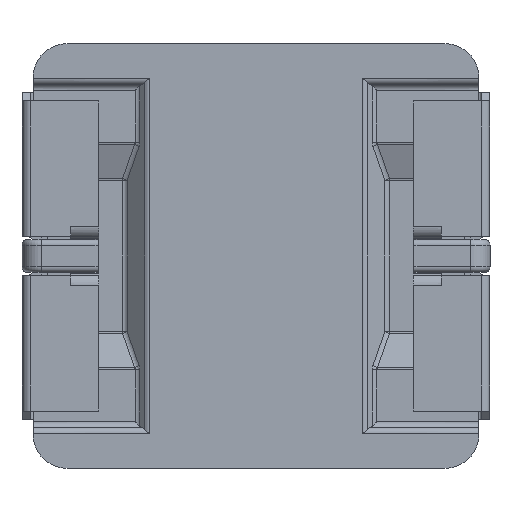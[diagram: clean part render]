
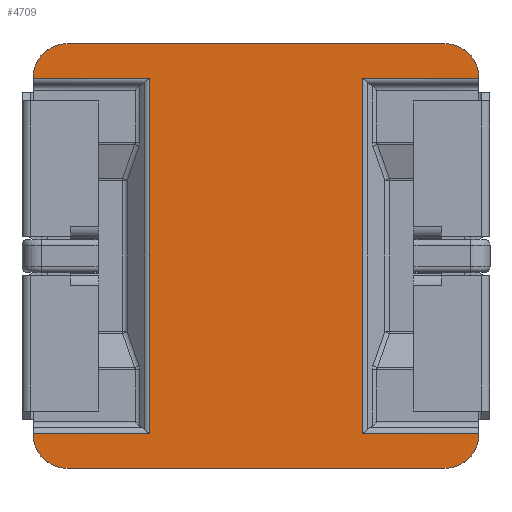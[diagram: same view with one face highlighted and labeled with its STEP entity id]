
A CAD part, front view. The second image highlights one B-rep face of the part: STEP entity #4709.
In plain terms, the highlighted planar face has unit normal (0, -1, 0).
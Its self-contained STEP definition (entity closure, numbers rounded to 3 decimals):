
#3 = CARTESIAN_POINT ( 'NONE',  ( 4.45, -3.93, 5. ) ) ;
#215 = LINE ( 'NONE', #13330, #9129 ) ;
#270 = VERTEX_POINT ( 'NONE', #10699 ) ;
#314 = DIRECTION ( 'NONE',  ( 0., 0., 1. ) ) ;
#322 = ORIENTED_EDGE ( 'NONE', *, *, #8194, .T. ) ;
#341 = EDGE_CURVE ( 'NONE', #9137, #13216, #6653, .T. ) ;
#364 = LINE ( 'NONE', #1058, #11693 ) ;
#528 = VERTEX_POINT ( 'NONE', #3990 ) ;
#735 = VERTEX_POINT ( 'NONE', #1771 ) ;
#764 = VERTEX_POINT ( 'NONE', #9714 ) ;
#1058 = CARTESIAN_POINT ( 'NONE',  ( -2.518, -3.93, -4.077 ) ) ;
#1139 = VECTOR ( 'NONE', #2201, 1000. ) ;
#1220 = ORIENTED_EDGE ( 'NONE', *, *, #2903, .F. ) ;
#1240 = EDGE_CURVE ( 'NONE', #4979, #2805, #1736, .T. ) ;
#1304 = EDGE_CURVE ( 'NONE', #9951, #12860, #3993, .T. ) ;
#1400 = AXIS2_PLACEMENT_3D ( 'NONE', #7054, #11390, #5999 ) ;
#1430 = CARTESIAN_POINT ( 'NONE',  ( -4.45, -3.93, 5. ) ) ;
#1626 = VECTOR ( 'NONE', #12953, 1000. ) ;
#1646 = CARTESIAN_POINT ( 'NONE',  ( 4.45, -3.93, -5. ) ) ;
#1664 = DIRECTION ( 'NONE',  ( 0., 1., 0. ) ) ;
#1736 = LINE ( 'NONE', #6073, #10057 ) ;
#1771 = CARTESIAN_POINT ( 'NONE',  ( 2.518, -3.93, -4.183 ) ) ;
#1825 = ORIENTED_EDGE ( 'NONE', *, *, #3221, .F. ) ;
#1876 = CARTESIAN_POINT ( 'NONE',  ( -2.518, -3.93, 4.183 ) ) ;
#1949 = LINE ( 'NONE', #13833, #4407 ) ;
#2035 = LINE ( 'NONE', #13012, #12764 ) ;
#2062 = PLANE ( 'NONE',  #5108 ) ;
#2106 = DIRECTION ( 'NONE',  ( 0., 0., 1. ) ) ;
#2201 = DIRECTION ( 'NONE',  ( -1., 0., 0. ) ) ;
#2231 = ORIENTED_EDGE ( 'NONE', *, *, #8858, .T. ) ;
#2449 = ORIENTED_EDGE ( 'NONE', *, *, #9052, .T. ) ;
#2603 = CARTESIAN_POINT ( 'NONE',  ( 2.518, -3.93, 4.183 ) ) ;
#2628 = CARTESIAN_POINT ( 'NONE',  ( -4.45, -3.93, -4.2 ) ) ;
#2677 = DIRECTION ( 'NONE',  ( -1., 0., 0. ) ) ;
#2769 = ORIENTED_EDGE ( 'NONE', *, *, #1304, .F. ) ;
#2805 = VERTEX_POINT ( 'NONE', #4921 ) ;
#2840 = DIRECTION ( 'NONE',  ( 0., 0., 1. ) ) ;
#2853 = DIRECTION ( 'NONE',  ( 0., 1., 0. ) ) ;
#2903 = EDGE_CURVE ( 'NONE', #13216, #3876, #5416, .T. ) ;
#2966 = EDGE_CURVE ( 'NONE', #4339, #9639, #215, .T. ) ;
#2982 = DIRECTION ( 'NONE',  ( 0., 0., 1. ) ) ;
#3198 = ORIENTED_EDGE ( 'NONE', *, *, #7565, .F. ) ;
#3221 = EDGE_CURVE ( 'NONE', #528, #2805, #2035, .T. ) ;
#3487 = DIRECTION ( 'NONE',  ( 0., 1., 0. ) ) ;
#3723 = EDGE_CURVE ( 'NONE', #9285, #270, #5769, .T. ) ;
#3754 = CARTESIAN_POINT ( 'NONE',  ( 5.25, -3.93, -4.2 ) ) ;
#3876 = VERTEX_POINT ( 'NONE', #4421 ) ;
#3909 = DIRECTION ( 'NONE',  ( 0., 0., -1. ) ) ;
#3964 = AXIS2_PLACEMENT_3D ( 'NONE', #2628, #1664, #9258 ) ;
#3990 = CARTESIAN_POINT ( 'NONE',  ( -5.25, -3.93, -4.2 ) ) ;
#3993 = LINE ( 'NONE', #13967, #9142 ) ;
#4339 = VERTEX_POINT ( 'NONE', #7740 ) ;
#4407 = VECTOR ( 'NONE', #10633, 1000. ) ;
#4421 = CARTESIAN_POINT ( 'NONE',  ( 4.45, -3.93, 5. ) ) ;
#4709 = ADVANCED_FACE ( 'NONE', ( #8427 ), #2062, .F. ) ;
#4826 = EDGE_CURVE ( 'NONE', #8772, #9285, #5495, .T. ) ;
#4856 = VECTOR ( 'NONE', #314, 1000. ) ;
#4868 = EDGE_CURVE ( 'NONE', #270, #764, #12448, .T. ) ;
#4921 = CARTESIAN_POINT ( 'NONE',  ( -5.25, -3.93, -4.183 ) ) ;
#4979 = VERTEX_POINT ( 'NONE', #14081 ) ;
#5050 = CARTESIAN_POINT ( 'NONE',  ( -5.25, -3.93, 4.2 ) ) ;
#5108 = AXIS2_PLACEMENT_3D ( 'NONE', #12732, #5279, #2840 ) ;
#5130 = DIRECTION ( 'NONE',  ( 0., 0., -1. ) ) ;
#5279 = DIRECTION ( 'NONE',  ( 0., 1., 0. ) ) ;
#5357 = DIRECTION ( 'NONE',  ( 0., 0., -1. ) ) ;
#5410 = CARTESIAN_POINT ( 'NONE',  ( 5.25, -3.93, 4.2 ) ) ;
#5416 = LINE ( 'NONE', #3, #1626 ) ;
#5446 = EDGE_CURVE ( 'NONE', #3876, #9951, #9109, .T. ) ;
#5494 = LINE ( 'NONE', #9977, #1139 ) ;
#5495 = LINE ( 'NONE', #6501, #8312 ) ;
#5593 = ORIENTED_EDGE ( 'NONE', *, *, #1240, .T. ) ;
#5598 = VECTOR ( 'NONE', #2677, 1000. ) ;
#5617 = ORIENTED_EDGE ( 'NONE', *, *, #3723, .F. ) ;
#5703 = ORIENTED_EDGE ( 'NONE', *, *, #5446, .F. ) ;
#5725 = ORIENTED_EDGE ( 'NONE', *, *, #7774, .F. ) ;
#5769 = CIRCLE ( 'NONE', #7808, 0.8 ) ;
#5999 = DIRECTION ( 'NONE',  ( 0., 0., 1. ) ) ;
#6073 = CARTESIAN_POINT ( 'NONE',  ( -5.25, -3.93, -4.183 ) ) ;
#6173 = ORIENTED_EDGE ( 'NONE', *, *, #12097, .T. ) ;
#6333 = CARTESIAN_POINT ( 'NONE',  ( 4.45, -3.93, 4.183 ) ) ;
#6501 = CARTESIAN_POINT ( 'NONE',  ( 5.25, -3.93, 4.2 ) ) ;
#6653 = CIRCLE ( 'NONE', #8020, 0.8 ) ;
#6795 = ORIENTED_EDGE ( 'NONE', *, *, #341, .F. ) ;
#7054 = CARTESIAN_POINT ( 'NONE',  ( 4.45, -3.93, 4.2 ) ) ;
#7071 = EDGE_LOOP ( 'NONE', ( #6173, #2449, #2769, #5703, #1220, #6795, #3198, #10796, #322, #5593, #1825, #5725, #13736, #5617, #12247, #2231 ) ) ;
#7340 = LINE ( 'NONE', #6333, #13870 ) ;
#7565 = EDGE_CURVE ( 'NONE', #4339, #9137, #1949, .T. ) ;
#7701 = DIRECTION ( 'NONE',  ( 1., 0., 0. ) ) ;
#7740 = CARTESIAN_POINT ( 'NONE',  ( -5.25, -3.93, 4.183 ) ) ;
#7774 = EDGE_CURVE ( 'NONE', #764, #528, #13535, .T. ) ;
#7808 = AXIS2_PLACEMENT_3D ( 'NONE', #8588, #2853, #2982 ) ;
#7881 = CARTESIAN_POINT ( 'NONE',  ( 2.518, -3.93, 4.077 ) ) ;
#8020 = AXIS2_PLACEMENT_3D ( 'NONE', #9918, #3487, #12032 ) ;
#8194 = EDGE_CURVE ( 'NONE', #9639, #4979, #364, .T. ) ;
#8312 = VECTOR ( 'NONE', #5357, 1000. ) ;
#8427 = FACE_OUTER_BOUND ( 'NONE', #7071, .T. ) ;
#8588 = CARTESIAN_POINT ( 'NONE',  ( 4.45, -3.93, -4.2 ) ) ;
#8772 = VERTEX_POINT ( 'NONE', #12200 ) ;
#8858 = EDGE_CURVE ( 'NONE', #8772, #735, #5494, .T. ) ;
#9052 = EDGE_CURVE ( 'NONE', #13244, #12860, #7340, .T. ) ;
#9071 = LINE ( 'NONE', #7881, #4856 ) ;
#9109 = CIRCLE ( 'NONE', #1400, 0.8 ) ;
#9129 = VECTOR ( 'NONE', #7701, 1000. ) ;
#9137 = VERTEX_POINT ( 'NONE', #5050 ) ;
#9142 = VECTOR ( 'NONE', #5130, 1000. ) ;
#9258 = DIRECTION ( 'NONE',  ( 0., 0., -1. ) ) ;
#9285 = VERTEX_POINT ( 'NONE', #3754 ) ;
#9639 = VERTEX_POINT ( 'NONE', #1876 ) ;
#9714 = CARTESIAN_POINT ( 'NONE',  ( -4.45, -3.93, -5. ) ) ;
#9918 = CARTESIAN_POINT ( 'NONE',  ( -4.45, -3.93, 4.2 ) ) ;
#9951 = VERTEX_POINT ( 'NONE', #5410 ) ;
#9977 = CARTESIAN_POINT ( 'NONE',  ( 4.45, -3.93, -4.183 ) ) ;
#10057 = VECTOR ( 'NONE', #10409, 1000. ) ;
#10409 = DIRECTION ( 'NONE',  ( -1., 0., 0. ) ) ;
#10633 = DIRECTION ( 'NONE',  ( 0., 0., 1. ) ) ;
#10699 = CARTESIAN_POINT ( 'NONE',  ( 4.45, -3.93, -5. ) ) ;
#10796 = ORIENTED_EDGE ( 'NONE', *, *, #2966, .T. ) ;
#11390 = DIRECTION ( 'NONE',  ( 0., 1., 0. ) ) ;
#11577 = DIRECTION ( 'NONE',  ( 1., 0., 0. ) ) ;
#11693 = VECTOR ( 'NONE', #3909, 1000. ) ;
#12032 = DIRECTION ( 'NONE',  ( 0., 0., 1. ) ) ;
#12097 = EDGE_CURVE ( 'NONE', #735, #13244, #9071, .T. ) ;
#12200 = CARTESIAN_POINT ( 'NONE',  ( 5.25, -3.93, -4.183 ) ) ;
#12247 = ORIENTED_EDGE ( 'NONE', *, *, #4826, .F. ) ;
#12261 = CARTESIAN_POINT ( 'NONE',  ( 5.25, -3.93, 4.183 ) ) ;
#12448 = LINE ( 'NONE', #1646, #5598 ) ;
#12732 = CARTESIAN_POINT ( 'NONE',  ( 4.45, -3.93, 4.2 ) ) ;
#12764 = VECTOR ( 'NONE', #2106, 1000. ) ;
#12860 = VERTEX_POINT ( 'NONE', #12261 ) ;
#12953 = DIRECTION ( 'NONE',  ( 1., 0., 0. ) ) ;
#13012 = CARTESIAN_POINT ( 'NONE',  ( -5.25, -3.93, 4.2 ) ) ;
#13216 = VERTEX_POINT ( 'NONE', #1430 ) ;
#13244 = VERTEX_POINT ( 'NONE', #2603 ) ;
#13330 = CARTESIAN_POINT ( 'NONE',  ( -2.58, -3.93, 4.183 ) ) ;
#13535 = CIRCLE ( 'NONE', #3964, 0.8 ) ;
#13736 = ORIENTED_EDGE ( 'NONE', *, *, #4868, .F. ) ;
#13833 = CARTESIAN_POINT ( 'NONE',  ( -5.25, -3.93, 4.2 ) ) ;
#13870 = VECTOR ( 'NONE', #11577, 1000. ) ;
#13967 = CARTESIAN_POINT ( 'NONE',  ( 5.25, -3.93, 4.2 ) ) ;
#14081 = CARTESIAN_POINT ( 'NONE',  ( -2.518, -3.93, -4.183 ) ) ;
